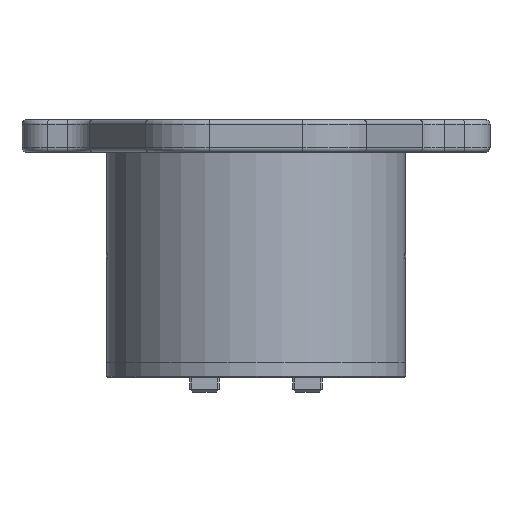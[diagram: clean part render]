
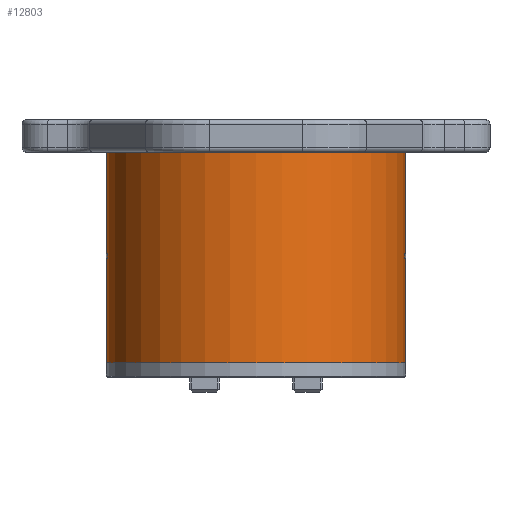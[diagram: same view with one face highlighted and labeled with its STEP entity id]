
A CAD part, front view. The second image highlights one B-rep face of the part: STEP entity #12803.
In plain terms, the highlighted cylindrical face has radius 101.6 mm (diameter 203.2 mm), a partial arc.
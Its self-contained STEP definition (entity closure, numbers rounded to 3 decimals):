
#12339=CARTESIAN_POINT('',(0.,0.,-17.));
#12340=DIRECTION('',(0.,0.,-1.));
#12341=DIRECTION('',(1.,0.,0.));
#12342=AXIS2_PLACEMENT_3D('',#12339,#12340,#12341);
#12387=DIRECTION('',(0.,0.,1.));
#12388=VECTOR('',#12387,143.);
#12389=CARTESIAN_POINT('',(101.6,0.,-17.));
#12390=LINE('',#12389,#12388);
#12394=DIRECTION('',(0.,0.,1.));
#12395=VECTOR('',#12394,143.);
#12396=CARTESIAN_POINT('',(-101.6,0.,-17.));
#12397=LINE('',#12396,#12395);
#12409=CARTESIAN_POINT('',(0.,0.,126.));
#12410=DIRECTION('',(0.,0.,1.));
#12411=DIRECTION('',(-1.,0.,0.));
#12412=AXIS2_PLACEMENT_3D('',#12409,#12410,#12411);
#12656=CARTESIAN_POINT('',(-101.6,0.,126.));
#12657=CARTESIAN_POINT('',(101.6,0.,126.));
#12658=VERTEX_POINT('',#12656);
#12659=VERTEX_POINT('',#12657);
#12688=CARTESIAN_POINT('',(-101.6,0.,-17.));
#12689=VERTEX_POINT('',#12688);
#12692=CARTESIAN_POINT('',(101.6,0.,-17.));
#12693=VERTEX_POINT('',#12692);
#12789=CARTESIAN_POINT('',(0.,0.,54.5));
#12790=DIRECTION('',(0.,0.,-1.));
#12791=DIRECTION('',(-1.,0.,0.));
#12792=AXIS2_PLACEMENT_3D('',#12789,#12790,#12791);
#12793=CYLINDRICAL_SURFACE('',#12792,101.6);
#12795=ORIENTED_EDGE('',*,*,#12794,.F.);
#12796=ORIENTED_EDGE('',*,*,#12764,.T.);
#12798=ORIENTED_EDGE('',*,*,#12797,.T.);
#12800=ORIENTED_EDGE('',*,*,#12799,.T.);
#12801=EDGE_LOOP('',(#12795,#12796,#12798,#12800));
#12802=FACE_OUTER_BOUND('',#12801,.F.);
#12803=ADVANCED_FACE('',(#12802),#12793,.T.);
#12343=CIRCLE('',#12342,101.6);
#12413=CIRCLE('',#12412,101.6);
#12764=EDGE_CURVE('',#12693,#12689,#12343,.T.);
#12794=EDGE_CURVE('',#12693,#12659,#12390,.T.);
#12797=EDGE_CURVE('',#12689,#12658,#12397,.T.);
#12799=EDGE_CURVE('',#12658,#12659,#12413,.T.);
